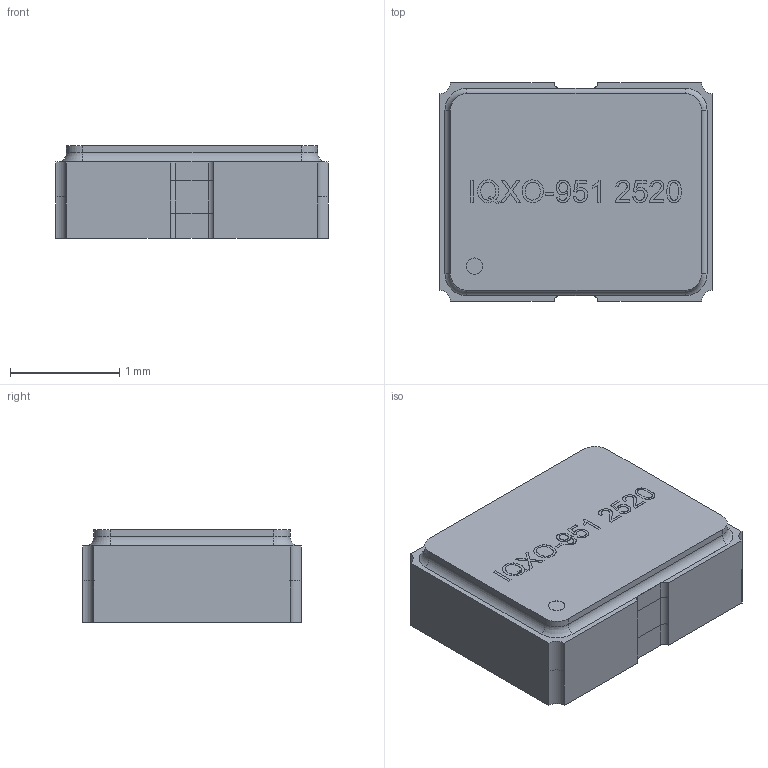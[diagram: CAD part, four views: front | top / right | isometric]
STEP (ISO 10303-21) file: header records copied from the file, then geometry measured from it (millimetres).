
FILE_DESCRIPTION(/* description */ ('Unknown'),/* implementation_level */ '2;1');
FILE_NAME(/* name */ 'IQXO-951 2520',/* time_stamp */ '2021-09-02T10:12:00+01:00',/* author */ ('Unknown'),/* organization */ ('Unknown'),/* preprocessor_version */ 'ST-DEVELOPER v16.7',/* originating_system */ 'DEX',/* authorisation */ $);
FILE_SCHEMA (('AUTOMOTIVE_DESIGN {1 0 10303 214 3 1 1}'));
Length unit declared in the file: millimetre
Products named in the file (4): IQXO-951 2520; Body; Pins; Cover
Assembly tree (3 placements, depth 2):
  IQXO-951 2520
    Body
    Pins
    Cover
Bounding box: 2.5 x 2 x 0.85 mm (x, y, z)
Volume: 4.1 mm3; surface area: 42.5 mm2
Topology: 7 solids, 7 shells, 221 faces, 544 edges, 352 vertices
Faces by surface type: plane 157, cylinder 33, bspline 27, torus 4
Full cylindrical faces by diameter (mm): 0.15 x1
Entity records: 8806 total; most frequent: CARTESIAN_POINT 2584, ORIENTED_EDGE 1076, DIRECTION 854, EDGE_CURVE 538, VERTEX_POINT 352, LINE 326, VECTOR 326, AXIS2_PLACEMENT_3D 264
